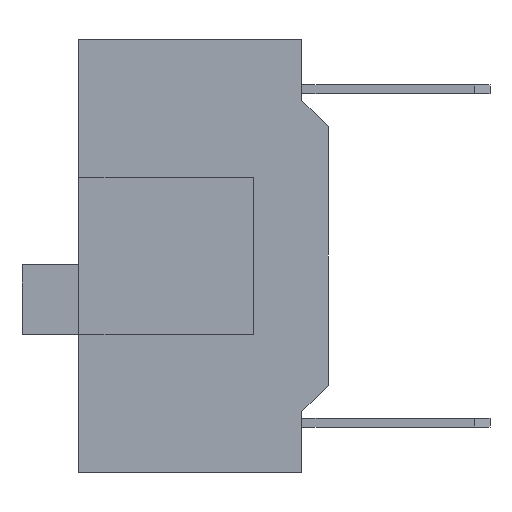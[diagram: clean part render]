
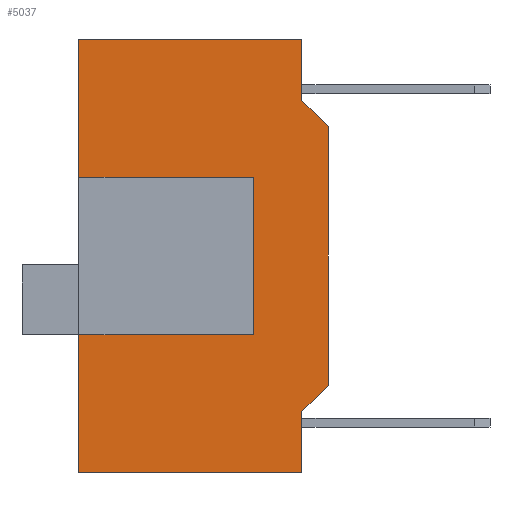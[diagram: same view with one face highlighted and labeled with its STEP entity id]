
A CAD part, left-side view. The second image highlights one B-rep face of the part: STEP entity #5037.
In plain terms, the highlighted planar face has unit normal (-1, 0, 0).
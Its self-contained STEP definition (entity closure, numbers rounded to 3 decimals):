
#30 = EDGE_CURVE ( 'NONE', #4199, #1734, #955, .T. ) ;
#96 = ORIENTED_EDGE ( 'NONE', *, *, #5186, .T. ) ;
#175 = VECTOR ( 'NONE', #4532, 1000. ) ;
#185 = LINE ( 'NONE', #2984, #3150 ) ;
#227 = DIRECTION ( 'NONE',  ( 0., 1., 0. ) ) ;
#248 = CARTESIAN_POINT ( 'NONE',  ( -1.77, 5.7, -8.76 ) ) ;
#395 = CARTESIAN_POINT ( 'NONE',  ( -1.77, 5.7, -2.01 ) ) ;
#403 = DIRECTION ( 'NONE',  ( 0., 0., 1. ) ) ;
#580 = ORIENTED_EDGE ( 'NONE', *, *, #4559, .F. ) ;
#618 = VERTEX_POINT ( 'NONE', #6289 ) ;
#694 = LINE ( 'NONE', #2128, #5661 ) ;
#955 = LINE ( 'NONE', #3793, #3736 ) ;
#1064 = ORIENTED_EDGE ( 'NONE', *, *, #6320, .T. ) ;
#1161 = VECTOR ( 'NONE', #3451, 1000. ) ;
#1170 = CARTESIAN_POINT ( 'NONE',  ( -1.77, 0., -0.86 ) ) ;
#1239 = FACE_OUTER_BOUND ( 'NONE', #4721, .T. ) ;
#1286 = CARTESIAN_POINT ( 'NONE',  ( -1.77, 5.7, 1.14 ) ) ;
#1490 = DIRECTION ( 'NONE',  ( 0., 0.707, 0.707 ) ) ;
#1731 = CARTESIAN_POINT ( 'NONE',  ( -1.77, 0., 1.14 ) ) ;
#1734 = VERTEX_POINT ( 'NONE', #395 ) ;
#1750 = LINE ( 'NONE', #5598, #4700 ) ;
#1845 = DIRECTION ( 'NONE',  ( 0., 0., 1. ) ) ;
#1894 = ORIENTED_EDGE ( 'NONE', *, *, #5056, .F. ) ;
#1923 = LINE ( 'NONE', #5901, #6024 ) ;
#2108 = CARTESIAN_POINT ( 'NONE',  ( -1.77, 5.7, 1.14 ) ) ;
#2128 = CARTESIAN_POINT ( 'NONE',  ( -1.77, 0., -0.86 ) ) ;
#2165 = EDGE_CURVE ( 'NONE', #3420, #6393, #1750, .T. ) ;
#2168 = LINE ( 'NONE', #248, #4957 ) ;
#2259 = DIRECTION ( 'NONE',  ( 0., 0., 1. ) ) ;
#2854 = ORIENTED_EDGE ( 'NONE', *, *, #30, .T. ) ;
#2896 = CARTESIAN_POINT ( 'NONE',  ( -1.77, 0.6, -0.26 ) ) ;
#2984 = CARTESIAN_POINT ( 'NONE',  ( -1.77, 5.7, 1.14 ) ) ;
#3030 = CARTESIAN_POINT ( 'NONE',  ( -1.77, 1.7, -5.61 ) ) ;
#3113 = DIRECTION ( 'NONE',  ( 0., 1., 0. ) ) ;
#3150 = VECTOR ( 'NONE', #6867, 1000. ) ;
#3152 = VERTEX_POINT ( 'NONE', #3424 ) ;
#3161 = ORIENTED_EDGE ( 'NONE', *, *, #6144, .T. ) ;
#3162 = CARTESIAN_POINT ( 'NONE',  ( -1.77, 0.6, -7.36 ) ) ;
#3177 = CARTESIAN_POINT ( 'NONE',  ( -1.77, 0.6, -8.76 ) ) ;
#3244 = ORIENTED_EDGE ( 'NONE', *, *, #6834, .T. ) ;
#3372 = VERTEX_POINT ( 'NONE', #4778 ) ;
#3420 = VERTEX_POINT ( 'NONE', #3177 ) ;
#3424 = CARTESIAN_POINT ( 'NONE',  ( -1.77, 1.7, -5.61 ) ) ;
#3451 = DIRECTION ( 'NONE',  ( 0., 0., 1. ) ) ;
#3546 = AXIS2_PLACEMENT_3D ( 'NONE', #1286, #5164, #1845 ) ;
#3562 = LINE ( 'NONE', #6426, #6514 ) ;
#3736 = VECTOR ( 'NONE', #5424, 1000. ) ;
#3793 = CARTESIAN_POINT ( 'NONE',  ( -1.77, 5.7, 1.14 ) ) ;
#3963 = CARTESIAN_POINT ( 'NONE',  ( -1.77, 5.7, 1.14 ) ) ;
#4111 = LINE ( 'NONE', #2896, #1161 ) ;
#4121 = CARTESIAN_POINT ( 'NONE',  ( -1.77, 1.7, -2.01 ) ) ;
#4184 = VECTOR ( 'NONE', #403, 1000. ) ;
#4199 = VERTEX_POINT ( 'NONE', #2108 ) ;
#4336 = VERTEX_POINT ( 'NONE', #4385 ) ;
#4385 = CARTESIAN_POINT ( 'NONE',  ( -1.77, 1.7, -2.01 ) ) ;
#4510 = ORIENTED_EDGE ( 'NONE', *, *, #2165, .T. ) ;
#4532 = DIRECTION ( 'NONE',  ( 0., 0., -1. ) ) ;
#4559 = EDGE_CURVE ( 'NONE', #4336, #1734, #4997, .T. ) ;
#4624 = LINE ( 'NONE', #1731, #5742 ) ;
#4700 = VECTOR ( 'NONE', #2259, 1000. ) ;
#4707 = DIRECTION ( 'NONE',  ( 0., -1., 0. ) ) ;
#4721 = EDGE_LOOP ( 'NONE', ( #6788, #6371, #6202, #3244, #4510, #1064, #6716, #96, #3161, #1894, #2854, #580 ) ) ;
#4778 = CARTESIAN_POINT ( 'NONE',  ( -1.77, 0., -6.76 ) ) ;
#4790 = DIRECTION ( 'NONE',  ( 0., -0.707, 0.707 ) ) ;
#4806 = VERTEX_POINT ( 'NONE', #4912 ) ;
#4911 = VERTEX_POINT ( 'NONE', #6627 ) ;
#4912 = CARTESIAN_POINT ( 'NONE',  ( -1.77, 0.6, 1.14 ) ) ;
#4957 = VECTOR ( 'NONE', #4707, 1000. ) ;
#4972 = VERTEX_POINT ( 'NONE', #1170 ) ;
#4997 = LINE ( 'NONE', #4121, #6458 ) ;
#5037 = ADVANCED_FACE ( 'NONE', ( #1239 ), #6251, .T. ) ;
#5056 = EDGE_CURVE ( 'NONE', #4199, #4806, #185, .T. ) ;
#5148 = EDGE_CURVE ( 'NONE', #3152, #4336, #7144, .T. ) ;
#5164 = DIRECTION ( 'NONE',  ( -1., 0., 0. ) ) ;
#5186 = EDGE_CURVE ( 'NONE', #4972, #618, #694, .T. ) ;
#5383 = EDGE_CURVE ( 'NONE', #6255, #4911, #6432, .T. ) ;
#5424 = DIRECTION ( 'NONE',  ( 0., 0., -1. ) ) ;
#5446 = EDGE_CURVE ( 'NONE', #4972, #3372, #4624, .T. ) ;
#5598 = CARTESIAN_POINT ( 'NONE',  ( -1.77, 0.6, -7.36 ) ) ;
#5617 = EDGE_CURVE ( 'NONE', #3152, #6255, #3562, .T. ) ;
#5661 = VECTOR ( 'NONE', #1490, 1000. ) ;
#5742 = VECTOR ( 'NONE', #6748, 1000. ) ;
#5901 = CARTESIAN_POINT ( 'NONE',  ( -1.77, 0., -6.76 ) ) ;
#6024 = VECTOR ( 'NONE', #4790, 1000. ) ;
#6144 = EDGE_CURVE ( 'NONE', #618, #4806, #4111, .T. ) ;
#6202 = ORIENTED_EDGE ( 'NONE', *, *, #5383, .T. ) ;
#6251 = PLANE ( 'NONE',  #3546 ) ;
#6255 = VERTEX_POINT ( 'NONE', #6399 ) ;
#6289 = CARTESIAN_POINT ( 'NONE',  ( -1.77, 0.6, -0.26 ) ) ;
#6320 = EDGE_CURVE ( 'NONE', #6393, #3372, #1923, .T. ) ;
#6371 = ORIENTED_EDGE ( 'NONE', *, *, #5617, .T. ) ;
#6393 = VERTEX_POINT ( 'NONE', #3162 ) ;
#6399 = CARTESIAN_POINT ( 'NONE',  ( -1.77, 5.7, -5.61 ) ) ;
#6426 = CARTESIAN_POINT ( 'NONE',  ( -1.77, 1.7, -5.61 ) ) ;
#6432 = LINE ( 'NONE', #3963, #175 ) ;
#6458 = VECTOR ( 'NONE', #227, 1000. ) ;
#6514 = VECTOR ( 'NONE', #3113, 1000. ) ;
#6627 = CARTESIAN_POINT ( 'NONE',  ( -1.77, 5.7, -8.76 ) ) ;
#6716 = ORIENTED_EDGE ( 'NONE', *, *, #5446, .F. ) ;
#6748 = DIRECTION ( 'NONE',  ( 0., 0., -1. ) ) ;
#6788 = ORIENTED_EDGE ( 'NONE', *, *, #5148, .F. ) ;
#6834 = EDGE_CURVE ( 'NONE', #4911, #3420, #2168, .T. ) ;
#6867 = DIRECTION ( 'NONE',  ( 0., -1., 0. ) ) ;
#7144 = LINE ( 'NONE', #3030, #4184 ) ;
